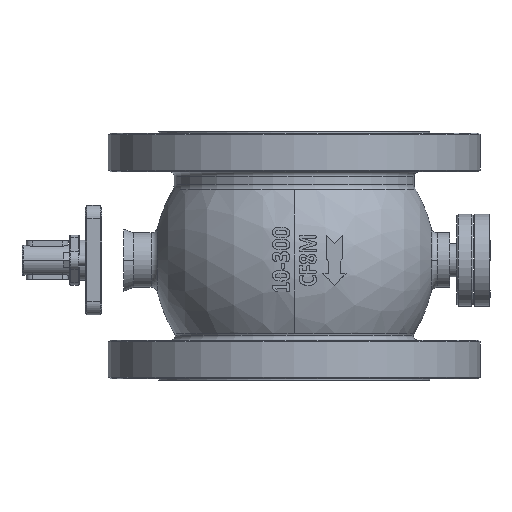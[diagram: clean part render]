
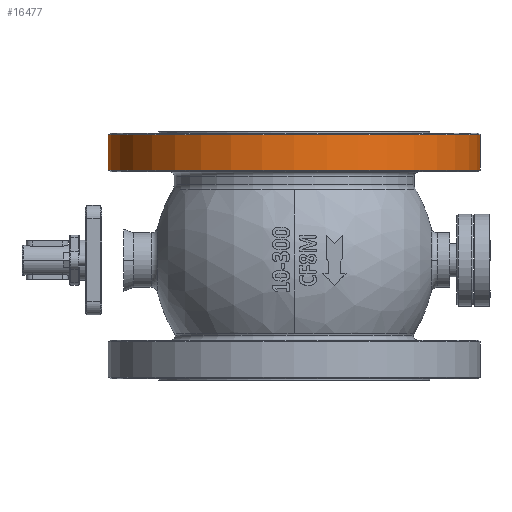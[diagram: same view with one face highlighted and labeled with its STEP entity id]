
A CAD part, left-side view. The second image highlights one B-rep face of the part: STEP entity #16477.
In plain terms, the highlighted cylindrical face has radius 222.25 mm (diameter 444.5 mm), a partial arc.
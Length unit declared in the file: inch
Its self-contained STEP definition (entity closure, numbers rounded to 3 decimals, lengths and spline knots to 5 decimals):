
#917 = AXIS2_PLACEMENT_3D ( 'NONE', #2043, #35409, #42509 ) ;
#2043 = CARTESIAN_POINT ( 'NONE',  ( 0., 0., 7.33242 ) ) ;
#2685 = ORIENTED_EDGE ( 'NONE', *, *, #25874, .F. ) ;
#2925 = VERTEX_POINT ( 'NONE', #21126 ) ;
#3347 = AXIS2_PLACEMENT_3D ( 'NONE', #30439, #17165, #22936 ) ;
#9028 = CIRCLE ( 'NONE', #3347, 8.75 ) ;
#9157 = CYLINDRICAL_SURFACE ( 'NONE', #917, 8.75 ) ;
#9519 = VERTEX_POINT ( 'NONE', #30687 ) ;
#10355 = LINE ( 'NONE', #20513, #21347 ) ;
#10682 = DIRECTION ( 'NONE',  ( 0., -1., 0. ) ) ;
#12769 = EDGE_CURVE ( 'NONE', #40265, #9519, #41849, .T. ) ;
#16477 = ADVANCED_FACE ( 'NONE', ( #25515 ), #9157, .T. ) ;
#17165 = DIRECTION ( 'NONE',  ( 0., 0., 1. ) ) ;
#17824 = CARTESIAN_POINT ( 'NONE',  ( 0., 8.75, 5.90157 ) ) ;
#17870 = CIRCLE ( 'NONE', #36200, 8.75 ) ;
#18484 = EDGE_CURVE ( 'NONE', #2925, #40265, #17870, .T. ) ;
#20301 = DIRECTION ( 'NONE',  ( 0., 0., 1. ) ) ;
#20513 = CARTESIAN_POINT ( 'NONE',  ( 0., 8.75, 7.33242 ) ) ;
#21126 = CARTESIAN_POINT ( 'NONE',  ( 0., 8.75, 4.24409 ) ) ;
#21347 = VECTOR ( 'NONE', #20301, 39.37008 ) ;
#21869 = VECTOR ( 'NONE', #28186, 39.37008 ) ;
#22776 = EDGE_CURVE ( 'NONE', #27208, #9519, #9028, .T. ) ;
#22936 = DIRECTION ( 'NONE',  ( 0., 1., 0. ) ) ;
#25515 = FACE_OUTER_BOUND ( 'NONE', #30326, .T. ) ;
#25874 = EDGE_CURVE ( 'NONE', #2925, #27208, #10355, .T. ) ;
#27208 = VERTEX_POINT ( 'NONE', #17824 ) ;
#28186 = DIRECTION ( 'NONE',  ( 0., 0., 1. ) ) ;
#30326 = EDGE_LOOP ( 'NONE', ( #2685, #43336, #37371, #32122 ) ) ;
#30439 = CARTESIAN_POINT ( 'NONE',  ( 0., 0., 5.90157 ) ) ;
#30687 = CARTESIAN_POINT ( 'NONE',  ( 0., -8.75, 5.90157 ) ) ;
#32122 = ORIENTED_EDGE ( 'NONE', *, *, #22776, .F. ) ;
#35409 = DIRECTION ( 'NONE',  ( 0., 0., 1. ) ) ;
#35413 = CARTESIAN_POINT ( 'NONE',  ( 0., -8.75, 7.33242 ) ) ;
#36200 = AXIS2_PLACEMENT_3D ( 'NONE', #38071, #41403, #10682 ) ;
#37371 = ORIENTED_EDGE ( 'NONE', *, *, #12769, .T. ) ;
#38071 = CARTESIAN_POINT ( 'NONE',  ( 0., 0., 4.24409 ) ) ;
#40054 = CARTESIAN_POINT ( 'NONE',  ( 0., -8.75, 4.24409 ) ) ;
#40265 = VERTEX_POINT ( 'NONE', #40054 ) ;
#41403 = DIRECTION ( 'NONE',  ( 0., 0., 1. ) ) ;
#41849 = LINE ( 'NONE', #35413, #21869 ) ;
#42509 = DIRECTION ( 'NONE',  ( 0., -1., 0. ) ) ;
#43336 = ORIENTED_EDGE ( 'NONE', *, *, #18484, .T. ) ;
